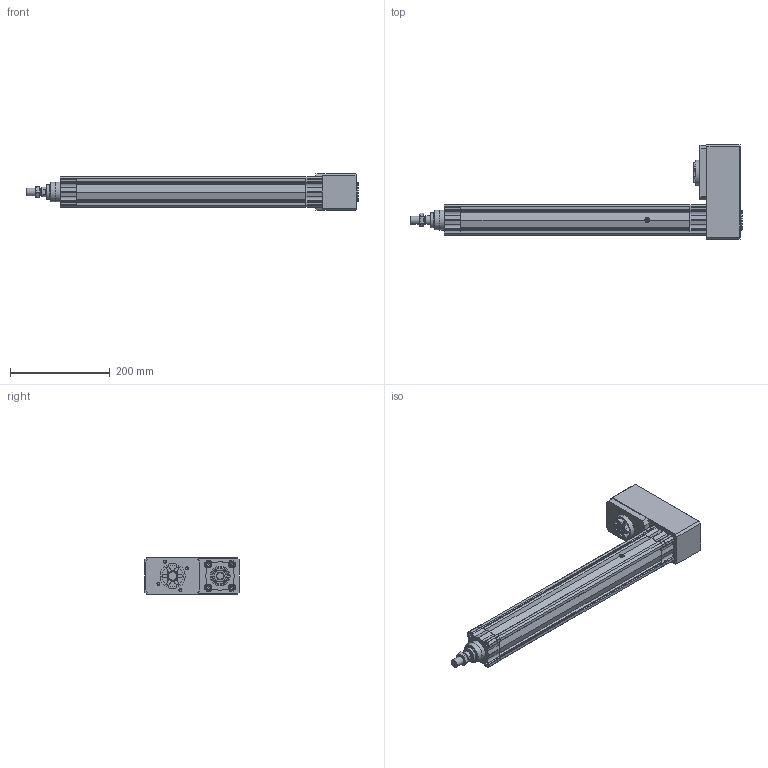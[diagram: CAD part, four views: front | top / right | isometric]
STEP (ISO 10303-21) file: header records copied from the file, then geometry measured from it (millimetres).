
FILE_DESCRIPTION( ( 'STEP AP214' ), '1' );
FILE_NAME( '18A.B.C.350.E.0000(0).stp', '2020-07-07T20:04:16', ( 'License CC BY-ND 4.0' ), ( 'CADENAS' ), ' ', 'PARTsolutions', ' ' );
FILE_SCHEMA( ( 'AUTOMOTIVE_DESIGN { 1 0 10303 214 1 1 1 1 }' ) );
Length unit declared in the file: millimetre
Products named in the file (8): 18A.B.C.350.E.0000(0); _1850-103-350; _1850-102; _CPP50-013; _RINVIO-50; _1850-101; _stelo-50( 350); _1320.50.18F
Assembly tree (14 placements, depth 2):
  18A.B.C.350.E.0000(0)
    _1850-103-350
    _1850-102
    _CPP50-013  x8
    _RINVIO-50
    _1850-101
    _stelo-50( 350)
    _1320.50.18F
Bounding box: 665.2 x 188.5 x 74 mm (x, y, z)
Volume: 2256862.2 mm3; surface area: 406042.5 mm2
Topology: 14 solids, 14 shells, 629 faces, 1508 edges, 962 vertices
Faces by surface type: plane 340, cylinder 182, cone 94, torus 13
Full cylindrical faces by diameter (mm): 4.134 x1, 4.917 x4, 6.647 x12, 8 x13, 8.5 x8, 10 x1, 12 x2, 13 x8, 13.5 x8, 14.3 x1, 14.376 x1, 15 x1, 16 x1, 19 x1, 20 x1, 25 x1, 27.524 x2, 30 x3, 31 x1, 36 x1, 38.5 x1, 39.7 x1, 40 x2, 42.5 x1, 43 x1, 43.5 x2, 50 x3
Entity records: 16953 total; most frequent: CARTESIAN_POINT 2395, DIRECTION 2317, ORIENTED_EDGE 2000, EDGE_CURVE 1000, AXIS2_PLACEMENT_3D 871, VERTEX_POINT 721, EDGE_LOOP 645, LINE 575
